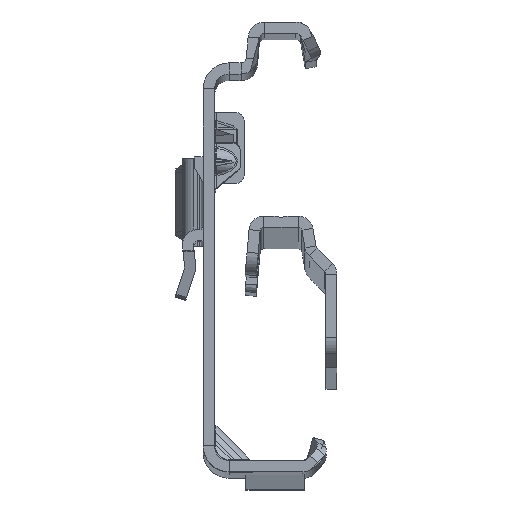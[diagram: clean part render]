
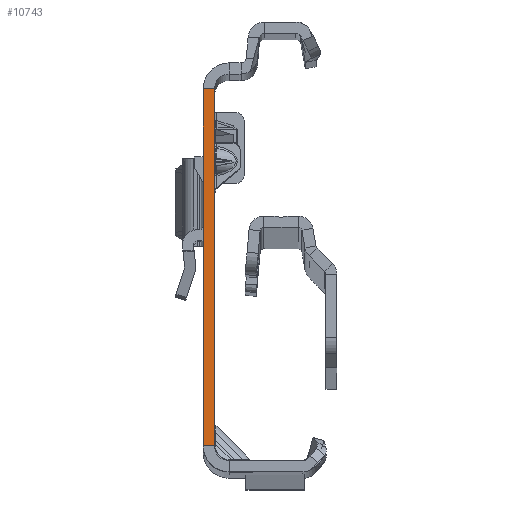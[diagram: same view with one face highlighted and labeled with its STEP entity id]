
A CAD part, top view. The second image highlights one B-rep face of the part: STEP entity #10743.
In plain terms, the highlighted planar face has unit normal (0, 0, 1).
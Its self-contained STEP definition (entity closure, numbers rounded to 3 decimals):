
#1334 = ORIENTED_EDGE ( 'NONE', *, *, #24138, .F. ) ;
#2379 = LINE ( 'NONE', #25083, #30154 ) ;
#5529 = ORIENTED_EDGE ( 'NONE', *, *, #47011, .T. ) ;
#5612 = DIRECTION ( 'NONE',  ( 0., 0., 1. ) ) ;
#5808 = EDGE_CURVE ( 'NONE', #9191, #39175, #43425, .T. ) ;
#6170 = EDGE_LOOP ( 'NONE', ( #1334, #5529, #29065, #36437 ) ) ;
#6915 = DIRECTION ( 'NONE',  ( -1., 0., 0. ) ) ;
#8976 = CARTESIAN_POINT ( 'NONE',  ( -1.5, -25.865, 0. ) ) ;
#9191 = VERTEX_POINT ( 'NONE', #36607 ) ;
#10743 = ADVANCED_FACE ( 'NONE', ( #16985 ), #21085, .T. ) ;
#11835 = CARTESIAN_POINT ( 'NONE',  ( 0., -25.865, 0. ) ) ;
#14246 = DIRECTION ( 'NONE',  ( 0., -1., 0. ) ) ;
#14910 = VERTEX_POINT ( 'NONE', #11835 ) ;
#15786 = VECTOR ( 'NONE', #19973, 1000. ) ;
#16985 = FACE_OUTER_BOUND ( 'NONE', #6170, .T. ) ;
#16991 = AXIS2_PLACEMENT_3D ( 'NONE', #35920, #5612, #23992 ) ;
#18098 = LINE ( 'NONE', #32870, #31428 ) ;
#18105 = EDGE_CURVE ( 'NONE', #14910, #39175, #2379, .T. ) ;
#19973 = DIRECTION ( 'NONE',  ( 0., -1., 0. ) ) ;
#21085 = PLANE ( 'NONE',  #16991 ) ;
#21243 = DIRECTION ( 'NONE',  ( -1., 0., 0. ) ) ;
#23101 = LINE ( 'NONE', #35007, #15786 ) ;
#23992 = DIRECTION ( 'NONE',  ( 1., 0., 0. ) ) ;
#24138 = EDGE_CURVE ( 'NONE', #36921, #14910, #23101, .T. ) ;
#24635 = CARTESIAN_POINT ( 'NONE',  ( -1.5, -27.865, 0. ) ) ;
#25083 = CARTESIAN_POINT ( 'NONE',  ( 0., -25.865, 0. ) ) ;
#29065 = ORIENTED_EDGE ( 'NONE', *, *, #5808, .T. ) ;
#30154 = VECTOR ( 'NONE', #21243, 1000. ) ;
#31428 = VECTOR ( 'NONE', #6915, 1000. ) ;
#32870 = CARTESIAN_POINT ( 'NONE',  ( 0., 22.135, 0. ) ) ;
#35007 = CARTESIAN_POINT ( 'NONE',  ( 0., -27.865, 0. ) ) ;
#35920 = CARTESIAN_POINT ( 'NONE',  ( -1.5, -27.865, 0. ) ) ;
#36437 = ORIENTED_EDGE ( 'NONE', *, *, #18105, .F. ) ;
#36607 = CARTESIAN_POINT ( 'NONE',  ( -1.5, 22.135, 0. ) ) ;
#36921 = VERTEX_POINT ( 'NONE', #45227 ) ;
#39175 = VERTEX_POINT ( 'NONE', #8976 ) ;
#43425 = LINE ( 'NONE', #24635, #46063 ) ;
#45227 = CARTESIAN_POINT ( 'NONE',  ( 0., 22.135, 0. ) ) ;
#46063 = VECTOR ( 'NONE', #14246, 1000. ) ;
#47011 = EDGE_CURVE ( 'NONE', #36921, #9191, #18098, .T. ) ;
